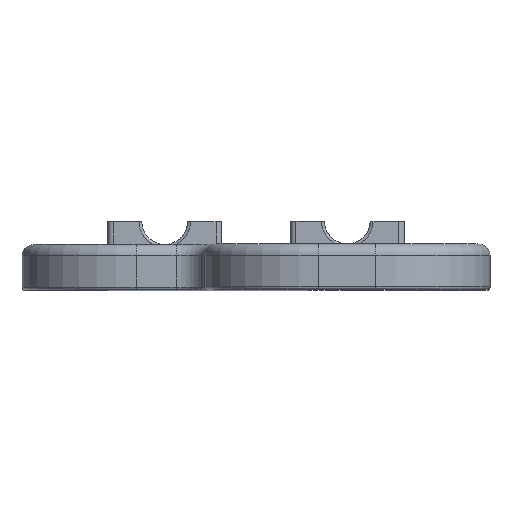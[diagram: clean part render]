
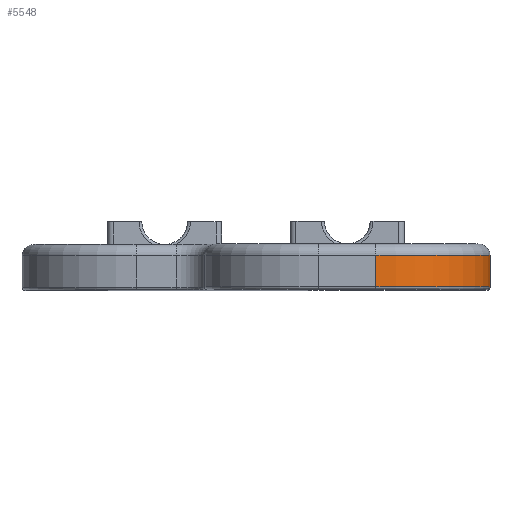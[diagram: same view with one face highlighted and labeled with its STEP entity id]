
A CAD part, top view. The second image highlights one B-rep face of the part: STEP entity #5548.
In plain terms, the highlighted cylindrical face has radius 20 mm (diameter 40 mm), a partial arc.
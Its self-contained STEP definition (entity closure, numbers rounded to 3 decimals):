
#2007=DIRECTION('',(0.,-1.,0.));
#2008=VECTOR('',#2007,5.5);
#2009=CARTESIAN_POINT('',(37.,6.,98.));
#2010=LINE('',#2009,#2008);
#2021=CARTESIAN_POINT('',(37.,0.5,78.));
#2022=DIRECTION('',(0.,-1.,0.));
#2023=DIRECTION('',(1.,0.,0.));
#2024=AXIS2_PLACEMENT_3D('',#2021,#2022,#2023);
#2026=CARTESIAN_POINT('',(37.,6.,78.));
#2027=DIRECTION('',(0.,1.,0.));
#2028=DIRECTION('',(0.,0.,1.));
#2029=AXIS2_PLACEMENT_3D('',#2026,#2027,#2028);
#2035=DIRECTION('',(0.,-1.,0.));
#2036=VECTOR('',#2035,5.5);
#2037=CARTESIAN_POINT('',(57.,6.,78.));
#2038=LINE('',#2037,#2036);
#2637=CARTESIAN_POINT('',(37.,6.,98.));
#2638=VERTEX_POINT('',#2637);
#2641=CARTESIAN_POINT('',(57.,6.,78.));
#2642=VERTEX_POINT('',#2641);
#2721=CARTESIAN_POINT('',(57.,0.5,78.));
#2722=VERTEX_POINT('',#2721);
#2725=CARTESIAN_POINT('',(37.,0.5,98.));
#2726=VERTEX_POINT('',#2725);
#5536=CARTESIAN_POINT('',(37.,37.262,78.));
#5537=DIRECTION('',(0.,-1.,0.));
#5538=DIRECTION('',(1.,0.,0.));
#5539=AXIS2_PLACEMENT_3D('',#5536,#5537,#5538);
#5540=CYLINDRICAL_SURFACE('',#5539,20.);
#5541=ORIENTED_EDGE('',*,*,#5529,.T.);
#5542=ORIENTED_EDGE('',*,*,#5504,.F.);
#5543=ORIENTED_EDGE('',*,*,#5228,.T.);
#5545=ORIENTED_EDGE('',*,*,#5544,.T.);
#5546=EDGE_LOOP('',(#5541,#5542,#5543,#5545));
#5547=FACE_OUTER_BOUND('',#5546,.F.);
#5548=ADVANCED_FACE('',(#5547),#5540,.T.);
#2025=CIRCLE('',#2024,20.);
#2030=CIRCLE('',#2029,20.);
#5228=EDGE_CURVE('',#2638,#2642,#2030,.T.);
#5504=EDGE_CURVE('',#2638,#2726,#2010,.T.);
#5529=EDGE_CURVE('',#2722,#2726,#2025,.T.);
#5544=EDGE_CURVE('',#2642,#2722,#2038,.T.);
